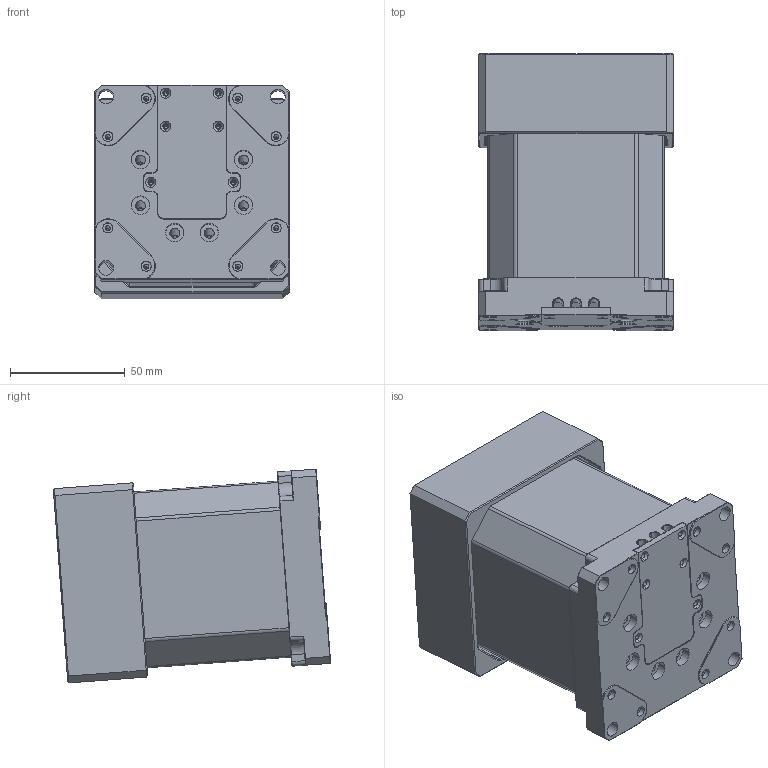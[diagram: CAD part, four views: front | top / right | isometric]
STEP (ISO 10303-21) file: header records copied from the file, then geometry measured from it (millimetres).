
FILE_DESCRIPTION (( 'STEP AP203' ), '1' );
FILE_NAME ('528664.STEP', '2024-09-21T08:27:46', ( '' ), ( '' ), 'SwSTEP 2.0', 'SolidWorks 2020', '' );
FILE_SCHEMA (( 'CONFIG_CONTROL_DESIGN' ));
Length unit declared in the file: millimetre
Products named in the file (1): 528664
Bounding box: 85 x 120.97 x 93.29 mm (x, y, z)
Volume: 556263.5 mm3; surface area: 204313.2 mm2
Topology: 28 solids, 28 shells, 2354 faces, 5894 edges, 3647 vertices
Faces by surface type: plane 1233, cylinder 677, cone 406, torus 32, bspline 6
Entity records: 70823 total; most frequent: CARTESIAN_POINT 13489, DIRECTION 12139, ORIENTED_EDGE 11716, EDGE_CURVE 5858, AXIS2_PLACEMENT_3D 4223, LINE 3693, VECTOR 3693, VERTEX_POINT 3647
